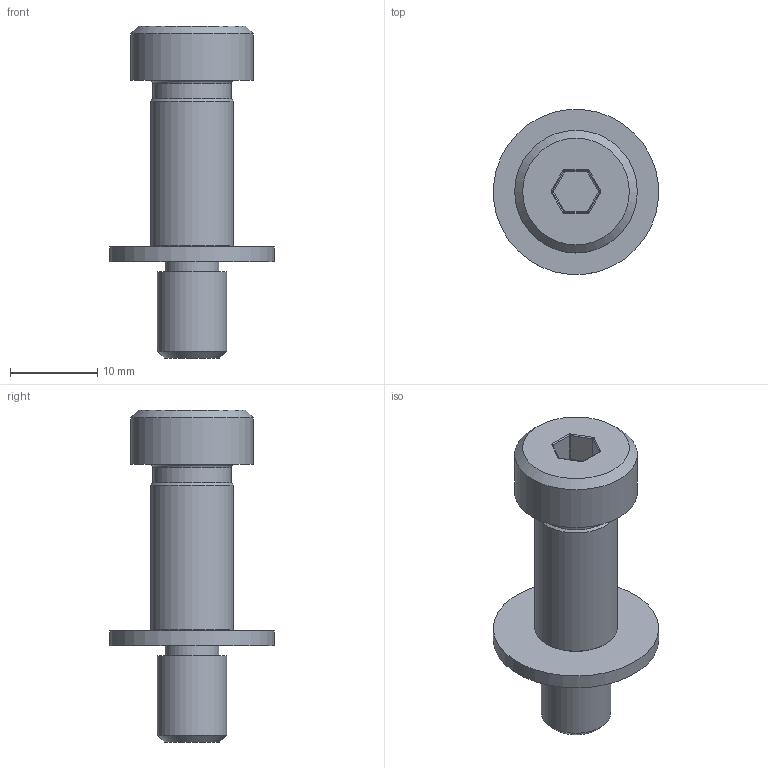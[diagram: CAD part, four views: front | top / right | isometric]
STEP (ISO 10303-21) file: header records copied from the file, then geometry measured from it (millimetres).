
FILE_DESCRIPTION(/* description */ (''),/* implementation_level */ '2;1');
FILE_NAME(/* name */ '240-52U.stp',/* time_stamp */ '2024-02-06T10:21:39-05:00',/* author */ ('dtinay'),/* organization */ ('Eberhard Manufacturing Company'),/* preprocessor_version */ 'ST-DEVELOPER v20',/* originating_system */ 'Autodesk Inventor 2024',/* authorisation */ '');
FILE_SCHEMA (('AUTOMOTIVE_DESIGN { 1 0 10303 214 3 1 1 }'));
Length unit declared in the file: inch
Products named in the file (3): 240-52U CH; 240-10; 240-11
Assembly tree (2 placements, depth 2):
  240-52U CH
    240-10
    240-11
Bounding box: 18.87 x 18.87 x 37.97 mm (x, y, z)
Volume: 3148.6 mm3; surface area: 2107.8 mm2
Topology: 2 solids, 2 shells, 57 faces, 117 edges, 62 vertices
Faces by surface type: cylinder 25, plane 14, torus 8, sphere 6, cone 4
Full cylindrical faces by diameter (mm): 6.172 x1, 7.925 x1, 7.938 x1, 8.941 x1, 9.449 x1, 14.033 x1, 18.923 x1
Entity records: 1563 total; most frequent: DIRECTION 299, CARTESIAN_POINT 235, ORIENTED_EDGE 222, AXIS2_PLACEMENT_3D 126, EDGE_CURVE 111, CIRCLE 64, EDGE_LOOP 63, VERTEX_POINT 62
